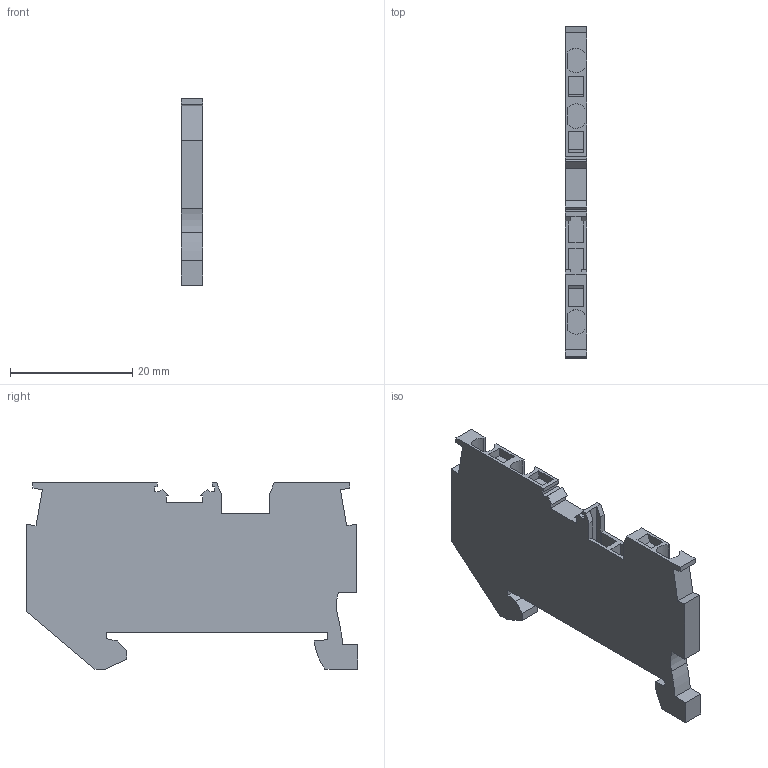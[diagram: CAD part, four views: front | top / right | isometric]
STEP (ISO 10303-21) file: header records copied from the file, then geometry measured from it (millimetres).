
FILE_DESCRIPTION (( 'STEP AP214' ), '1' );
FILE_NAME ('XW5T_P1_5_1_2_1BL.step', '2016-03-23T08:07:48', ( 'OSMC1.0 ' ), ( ' ' ), 'SwSTEP 2.0', 'SolidWorks 2002025', '' );
FILE_SCHEMA (( 'AUTOMOTIVE_DESIGN' ));
Length unit declared in the file: millimetre
Products named in the file (1): XW5T_P1_5_1_2_1BL
Bounding box: 3.5 x 54.3 x 30.5 mm (x, y, z)
Volume: 4152.4 mm3; surface area: 3659.2 mm2
Topology: 1 solids, 1 shells, 106 faces, 299 edges, 198 vertices
Faces by surface type: plane 97, cylinder 9
Entity records: 3392 total; most frequent: CARTESIAN_POINT 604, ORIENTED_EDGE 598, DIRECTION 531, EDGE_CURVE 299, VECTOR 281, LINE 281, VERTEX_POINT 198, AXIS2_PLACEMENT_3D 125
